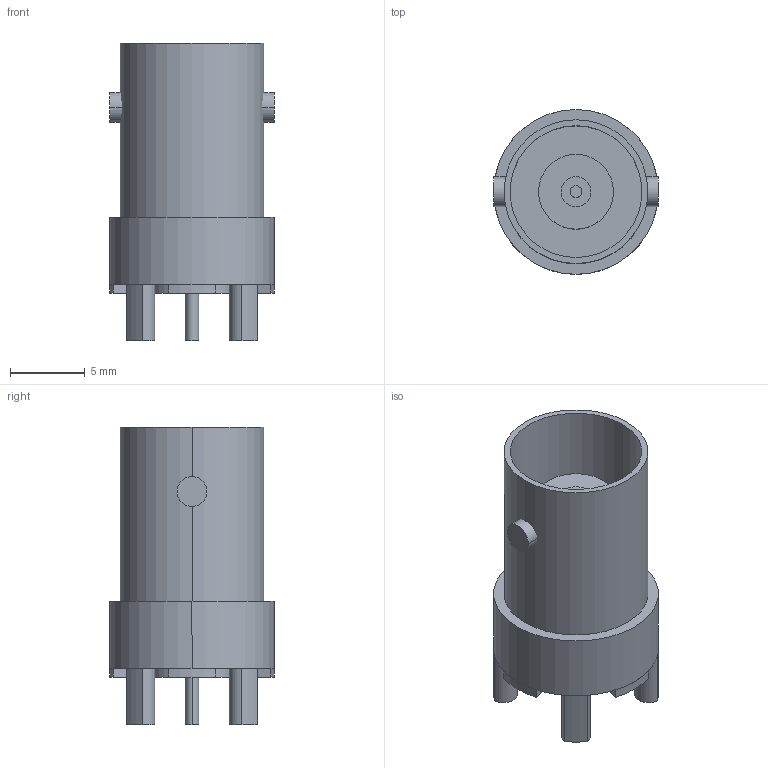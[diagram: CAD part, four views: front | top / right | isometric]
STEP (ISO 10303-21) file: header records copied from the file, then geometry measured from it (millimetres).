
FILE_DESCRIPTION((''),'2;1');
FILE_NAME('TYCO_5-1634506-1.stp','2011-02-14T15:40:31',(''),(''),'Mechanical Desktop 2011','Mechanical Desktop 2011',', , ');
FILE_SCHEMA(('AUTOMOTIVE_DESIGN { 1 2 10303 214 1 1 1 1 }'));
Length unit declared in the file: millimetre
Products named in the file (1): Product
Bounding box: 11 x 11 x 19.88 mm (x, y, z)
Volume: 929.8 mm3; surface area: 1535.2 mm2
Topology: 16 solids, 16 shells, 79 faces, 138 edges, 92 vertices
Faces by surface type: plane 39, cylinder 36, bspline 4
Entity records: 2006 total; most frequent: DIRECTION 366, CARTESIAN_POINT 350, ORIENTED_EDGE 276, AXIS2_PLACEMENT_3D 152, EDGE_CURVE 138, VERTEX_POINT 92, EDGE_LOOP 84, FACE_OUTER_BOUND 79
